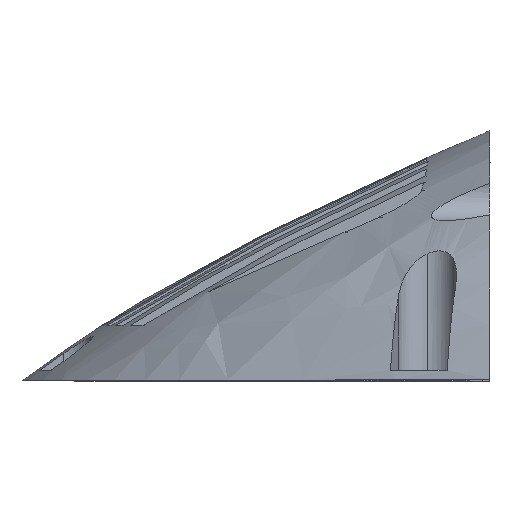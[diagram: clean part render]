
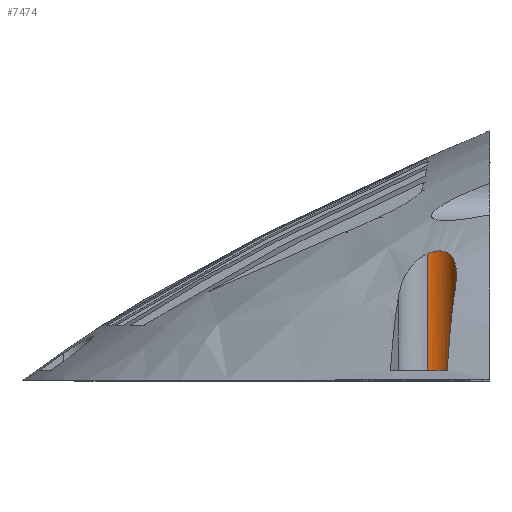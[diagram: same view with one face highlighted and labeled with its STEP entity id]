
A CAD part, top view. The second image highlights one B-rep face of the part: STEP entity #7474.
In plain terms, the highlighted cylindrical face has radius 3 mm (diameter 6 mm), a partial arc.
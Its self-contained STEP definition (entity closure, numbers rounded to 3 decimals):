
#73 = DIRECTION ( 'NONE',  ( 0., 0., 1. ) ) ;
#329 = ORIENTED_EDGE ( 'NONE', *, *, #8255, .F. ) ;
#471 = CARTESIAN_POINT ( 'NONE',  ( 373.611, 1002.393, 847.779 ) ) ;
#498 = ORIENTED_EDGE ( 'NONE', *, *, #6452, .T. ) ;
#572 = CARTESIAN_POINT ( 'NONE',  ( 372.118, 1005.387, 844.743 ) ) ;
#630 = CARTESIAN_POINT ( 'NONE',  ( 371.307, 1005.323, 844.425 ) ) ;
#680 = VERTEX_POINT ( 'NONE', #7791 ) ;
#1180 = ORIENTED_EDGE ( 'NONE', *, *, #5683, .F. ) ;
#1222 = CARTESIAN_POINT ( 'NONE',  ( 373.537, 993.235, 848.075 ) ) ;
#1253 = CARTESIAN_POINT ( 'NONE',  ( 371.99, 1005.397, 844.674 ) ) ;
#1308 = CARTESIAN_POINT ( 'NONE',  ( 372.361, 1005.342, 844.899 ) ) ;
#1590 = AXIS2_PLACEMENT_3D ( 'NONE', #8836, #2630, #73 ) ;
#1995 = CARTESIAN_POINT ( 'NONE',  ( 373.537, 1001.894, 848.075 ) ) ;
#2026 = CARTESIAN_POINT ( 'NONE',  ( 371.583, 1005.376, 844.503 ) ) ;
#2205 = LINE ( 'NONE', #8524, #3403 ) ;
#2387 = EDGE_LOOP ( 'NONE', ( #329, #498, #8345, #1180 ) ) ;
#2630 = DIRECTION ( 'NONE',  ( 0., 1., 0. ) ) ;
#2869 = CARTESIAN_POINT ( 'NONE',  ( 372.477, 1005.306, 844.985 ) ) ;
#2975 = CARTESIAN_POINT ( 'NONE',  ( 373.046, 1004.958, 845.557 ) ) ;
#2982 = DIRECTION ( 'NONE',  ( 0., 0., -1. ) ) ;
#3403 = VECTOR ( 'NONE', #5626, 1000. ) ;
#3631 = VERTEX_POINT ( 'NONE', #9488 ) ;
#3756 = CARTESIAN_POINT ( 'NONE',  ( 372.688, 1005.214, 845.166 ) ) ;
#3806 = CARTESIAN_POINT ( 'NONE',  ( 373.57, 1003.796, 846.741 ) ) ;
#3907 = AXIS2_PLACEMENT_3D ( 'NONE', #6258, #6747, #2982 ) ;
#4437 = CARTESIAN_POINT ( 'NONE',  ( 373.391, 1004.424, 846.163 ) ) ;
#4479 = VERTEX_POINT ( 'NONE', #1995 ) ;
#4488 = CARTESIAN_POINT ( 'NONE',  ( 373.645, 1002.876, 847.458 ) ) ;
#4541 = CARTESIAN_POINT ( 'NONE',  ( 370.626, 1005.07, 844.35 ) ) ;
#4626 = DIRECTION ( 'NONE',  ( 0., -1., 0. ) ) ;
#5085 = B_SPLINE_CURVE_WITH_KNOTS ( 'NONE', 3,
 ( #4541, #5211, #7722, #6045, #630, #2026, #8401, #1253, #572, #1308, #2869, #3756, #7621, #2975, #6149, #4437, #9342, #3806, #9238, #4488, #471, #10183 ),
 .UNSPECIFIED., .F., .F.,
 ( 4, 2, 2, 2, 2, 2, 2, 2, 2, 2, 4 ),
 ( 0.006, 0.006, 0.007, 0.007, 0.008, 0.008, 0.008, 0.009, 0.01, 0.011, 0.013 ),
 .UNSPECIFIED. ) ;
#5211 = CARTESIAN_POINT ( 'NONE',  ( 370.758, 1005.133, 844.35 ) ) ;
#5576 = VECTOR ( 'NONE', #4626, 1000. ) ;
#5581 = CIRCLE ( 'NONE', #1590, 3. ) ;
#5626 = DIRECTION ( 'NONE',  ( 0., -1., 0. ) ) ;
#5683 = EDGE_CURVE ( 'NONE', #4479, #6103, #10166, .T. ) ;
#6000 = EDGE_CURVE ( 'NONE', #6103, #680, #5581, .T. ) ;
#6045 = CARTESIAN_POINT ( 'NONE',  ( 371.167, 1005.285, 844.396 ) ) ;
#6103 = VERTEX_POINT ( 'NONE', #1222 ) ;
#6149 = CARTESIAN_POINT ( 'NONE',  ( 373.18, 1004.795, 845.759 ) ) ;
#6258 = CARTESIAN_POINT ( 'NONE',  ( 370.626, 1013.235, 847.35 ) ) ;
#6452 = EDGE_CURVE ( 'NONE', #3631, #680, #2205, .T. ) ;
#6747 = DIRECTION ( 'NONE',  ( 0., -1., 0. ) ) ;
#7474 = ADVANCED_FACE ( 'NONE', ( #9155 ), #7537, .F. ) ;
#7537 = CYLINDRICAL_SURFACE ( 'NONE', #3907, 3. ) ;
#7621 = CARTESIAN_POINT ( 'NONE',  ( 372.784, 1005.156, 845.262 ) ) ;
#7722 = CARTESIAN_POINT ( 'NONE',  ( 370.892, 1005.19, 844.359 ) ) ;
#7791 = CARTESIAN_POINT ( 'NONE',  ( 370.626, 993.235, 844.35 ) ) ;
#8255 = EDGE_CURVE ( 'NONE', #3631, #4479, #5085, .T. ) ;
#8345 = ORIENTED_EDGE ( 'NONE', *, *, #6000, .F. ) ;
#8401 = CARTESIAN_POINT ( 'NONE',  ( 371.722, 1005.392, 844.553 ) ) ;
#8524 = CARTESIAN_POINT ( 'NONE',  ( 370.626, 1013.235, 844.35 ) ) ;
#8538 = CARTESIAN_POINT ( 'NONE',  ( 373.537, 1013.235, 848.075 ) ) ;
#8836 = CARTESIAN_POINT ( 'NONE',  ( 370.626, 993.235, 847.35 ) ) ;
#9155 = FACE_OUTER_BOUND ( 'NONE', #2387, .T. ) ;
#9238 = CARTESIAN_POINT ( 'NONE',  ( 373.602, 1003.57, 846.927 ) ) ;
#9342 = CARTESIAN_POINT ( 'NONE',  ( 373.465, 1004.222, 846.36 ) ) ;
#9488 = CARTESIAN_POINT ( 'NONE',  ( 370.626, 1005.07, 844.35 ) ) ;
#10166 = LINE ( 'NONE', #8538, #5576 ) ;
#10183 = CARTESIAN_POINT ( 'NONE',  ( 373.537, 1001.894, 848.075 ) ) ;
